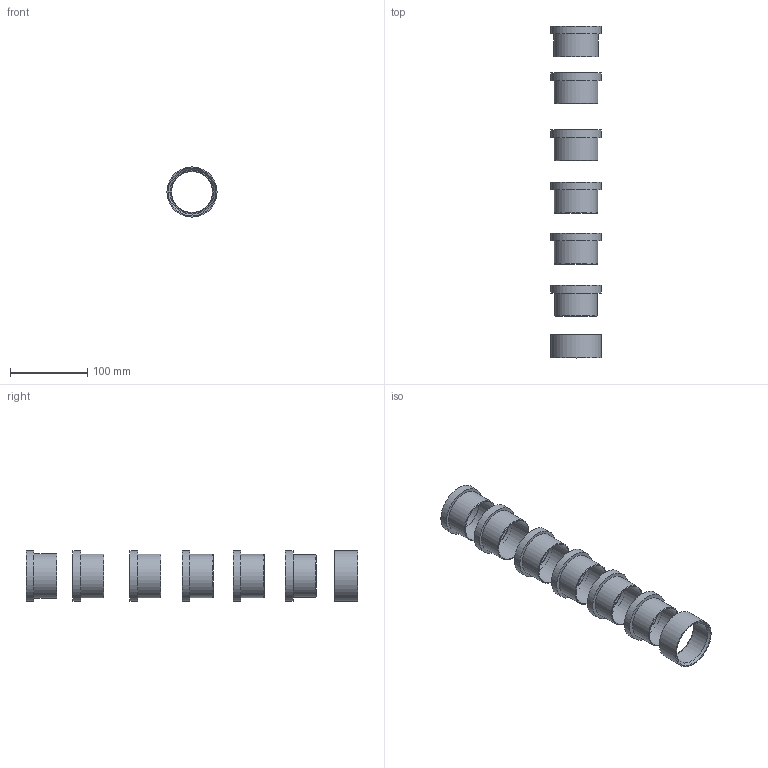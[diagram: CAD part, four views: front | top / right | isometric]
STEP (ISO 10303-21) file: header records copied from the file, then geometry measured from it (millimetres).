
FILE_DESCRIPTION(/* description */ (''),/* implementation_level */ '2;1');
FILE_NAME(/* name */ 'Test v2.step',/* time_stamp */ '2023-09-28T22:45:36-04:00',/* author */ (''),/* organization */ (''),/* preprocessor_version */ 'ST-DEVELOPER v20',/* originating_system */ 'Autodesk Translation Framework v12.14.0.127',/* authorisation */ '');
FILE_SCHEMA (('AUTOMOTIVE_DESIGN { 1 0 10303 214 3 1 1 }'));
Length unit declared in the file: millimetre
Products named in the file (8): Test; In; 1Offset; 0.5Offset; 0.1Offset; 0.25Offset; 0.05Offset; NoOffset
Assembly tree (7 placements, depth 2):
  Test
    In
    1Offset
    0.5Offset
    0.1Offset
    0.25Offset
    0.05Offset
    NoOffset
Bounding box: 65 x 429.87 x 65 mm (x, y, z)
Volume: 106901.9 mm3; surface area: 109124.8 mm2
Topology: 8 solids, 8 shells, 60 faces, 109 edges, 70 vertices
Faces by surface type: cylinder 26, plane 21, cone 8, torus 5
Full cylindrical faces by diameter (mm): 53 x1, 54 x1, 54.5 x1, 54.8 x1, 54.9 x1, 55 x3, 56 x2, 56.5 x2, 56.8 x2, 56.9 x2, 57 x3, 65 x7
Entity records: 1780 total; most frequent: DIRECTION 334, CARTESIAN_POINT 254, ORIENTED_EDGE 218, AXIS2_PLACEMENT_3D 150, EDGE_CURVE 109, EDGE_LOOP 81, CIRCLE 75, VERTEX_POINT 70
